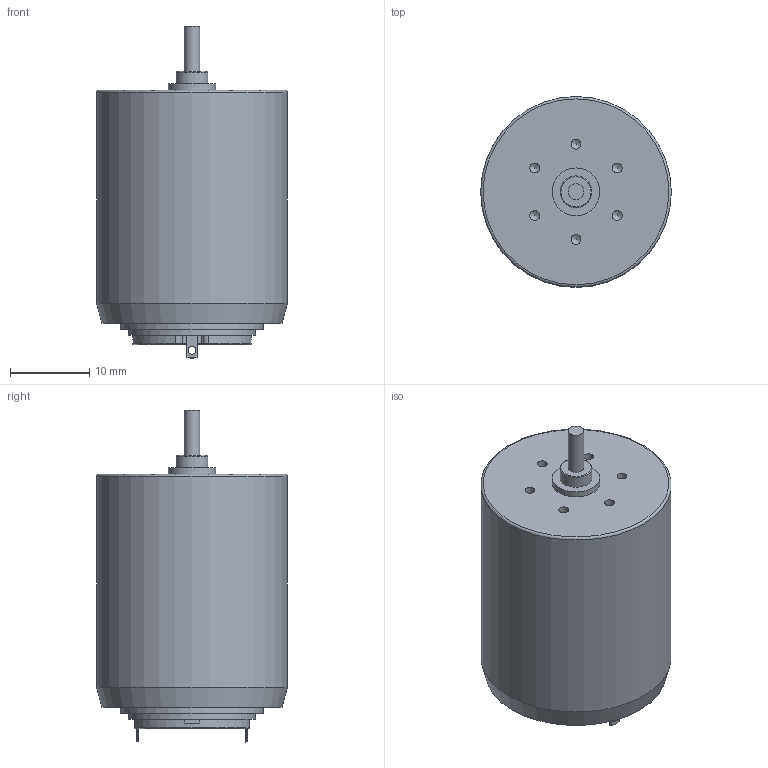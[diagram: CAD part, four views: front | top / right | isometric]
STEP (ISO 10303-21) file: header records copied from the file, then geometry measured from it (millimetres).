
FILE_DESCRIPTION (( 'STEP AP203' ), '1' );
FILE_NAME ('DCU24032.STEP', '2018-04-27T05:29:02', ( '' ), ( '' ), 'SwSTEP 2.0', 'SolidWorks 2012', '' );
FILE_SCHEMA (( 'CONFIG_CONTROL_DESIGN' ));
Length unit declared in the file: millimetre
Products named in the file (1): DCU24032
Bounding box: 24 x 24 x 41.79 mm (x, y, z)
Volume: 13780.3 mm3; surface area: 3710.4 mm2
Topology: 3 solids, 3 shells, 124 faces, 299 edges, 192 vertices
Faces by surface type: plane 53, cylinder 52, torus 12, cone 7
Full cylindrical faces by diameter (mm): 1 x2, 1.25 x6, 2 x1, 4 x1, 6 x1, 16 x1, 18 x1, 24 x1
Entity records: 3533 total; most frequent: DIRECTION 626, CARTESIAN_POINT 615, ORIENTED_EDGE 534, EDGE_CURVE 267, AXIS2_PLACEMENT_3D 242, VERTEX_POINT 183, EDGE_LOOP 162, VECTOR 142
